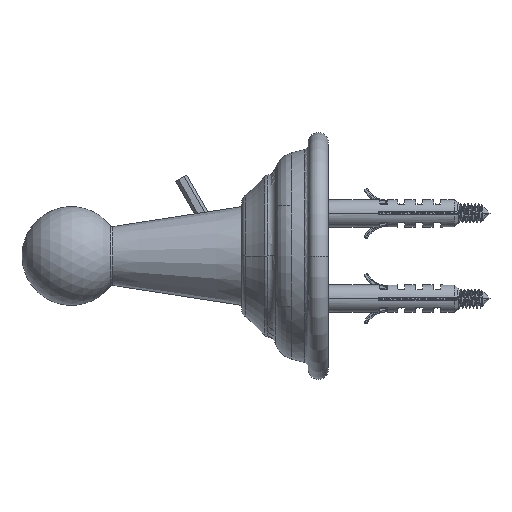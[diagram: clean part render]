
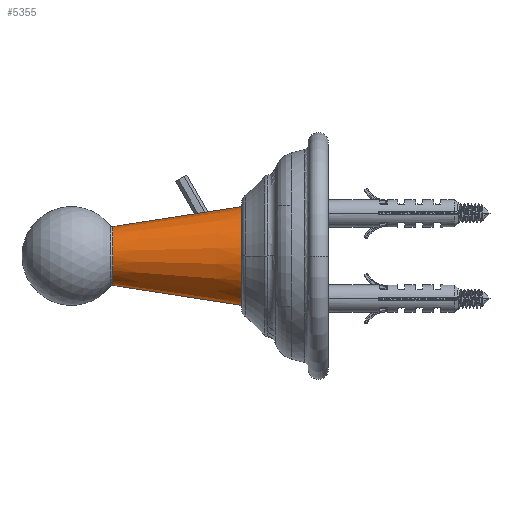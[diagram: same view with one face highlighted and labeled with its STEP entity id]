
A CAD part, left-side view. The second image highlights one B-rep face of the part: STEP entity #5355.
In plain terms, the highlighted conical face has half-angle 8.786 degrees and reference radius 8.774 mm.
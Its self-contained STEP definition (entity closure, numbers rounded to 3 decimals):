
#4925=CARTESIAN_POINT('',(0.,35.83,0.));
#4926=DIRECTION('',(0.,1.,0.));
#4927=DIRECTION('',(1.,0.,0.));
#4928=AXIS2_PLACEMENT_3D('',#4925,#4926,#4927);
#4930=DIRECTION('',(-0.153,-0.988,0.));
#4931=VECTOR('',#4930,29.172);
#4932=CARTESIAN_POINT('',(-6.546,35.83,
0.));
#4933=LINE('',#4932,#4931);
#4934=CARTESIAN_POINT('',(0.,7.,0.));
#4935=DIRECTION('',(0.,1.,0.));
#4936=DIRECTION('',(0.,0.,-1.));
#4937=AXIS2_PLACEMENT_3D('',#4934,#4935,#4936);
#4939=CARTESIAN_POINT('',(0.,7.,0.));
#4940=DIRECTION('',(0.,1.,0.));
#4941=DIRECTION('',(1.,0.,0.));
#4942=AXIS2_PLACEMENT_3D('',#4939,#4940,#4941);
#4944=DIRECTION('',(0.153,-0.988,0.));
#4945=VECTOR('',#4944,29.172);
#4946=CARTESIAN_POINT('',(6.546,35.83,
0.));
#4947=LINE('',#4946,#4945);
#4998=CARTESIAN_POINT('',(-11.002,7.,0.));
#5000=VERTEX_POINT('',#4998);
#5002=CARTESIAN_POINT('',(11.002,7.,0.));
#5003=VERTEX_POINT('',#5002);
#5004=CARTESIAN_POINT('',(0.,7.,-11.002));
#5005=VERTEX_POINT('',#5004);
#5054=CARTESIAN_POINT('',(6.546,35.83,0.));
#5055=CARTESIAN_POINT('',(-6.546,35.83,0.));
#5056=VERTEX_POINT('',#5054);
#5057=VERTEX_POINT('',#5055);
#5342=CARTESIAN_POINT('',(0.,21.415,0.));
#5343=DIRECTION('',(0.,-1.,0.));
#5344=DIRECTION('',(-1.,0.,0.));
#5345=AXIS2_PLACEMENT_3D('',#5342,#5343,#5344);
#5346=CONICAL_SURFACE('',#5345,8.774,8.786);
#5348=ORIENTED_EDGE('',*,*,#5347,.T.);
#5349=ORIENTED_EDGE('',*,*,#5105,.T.);
#5350=ORIENTED_EDGE('',*,*,#5323,.F.);
#5351=ORIENTED_EDGE('',*,*,#5334,.F.);
#5352=ORIENTED_EDGE('',*,*,#5099,.F.);
#5353=EDGE_LOOP('',(#5348,#5349,#5350,#5351,#5352));
#5354=FACE_OUTER_BOUND('',#5353,.F.);
#5355=ADVANCED_FACE('',(#5354),#5346,.T.);
#4929=CIRCLE('',#4928,6.546);
#4938=CIRCLE('',#4937,11.002);
#4943=CIRCLE('',#4942,11.002);
#5099=EDGE_CURVE('',#5056,#5003,#4947,.T.);
#5105=EDGE_CURVE('',#5057,#5000,#4933,.T.);
#5323=EDGE_CURVE('',#5005,#5000,#4938,.T.);
#5334=EDGE_CURVE('',#5003,#5005,#4943,.T.);
#5347=EDGE_CURVE('',#5056,#5057,#4929,.T.);
